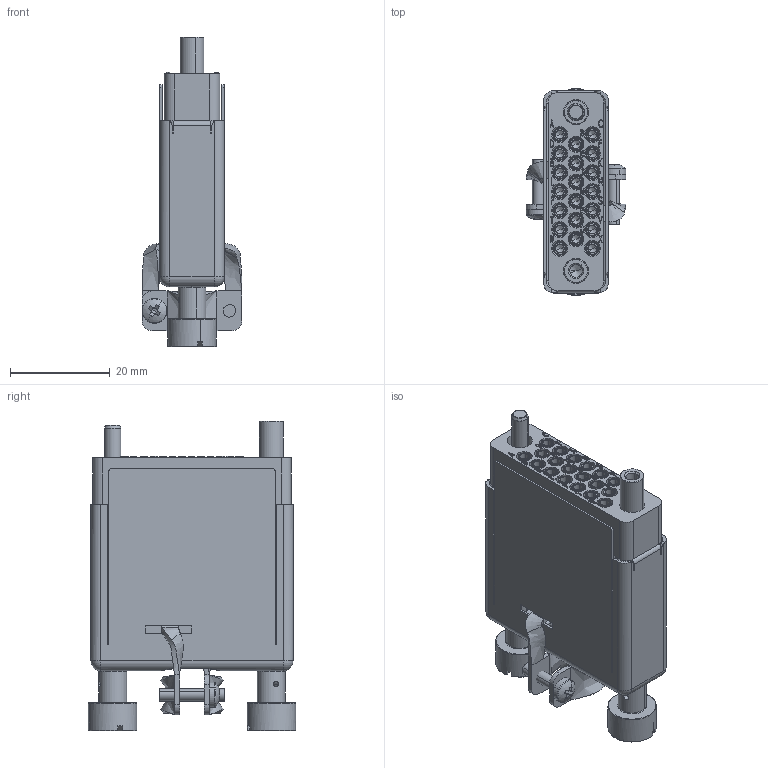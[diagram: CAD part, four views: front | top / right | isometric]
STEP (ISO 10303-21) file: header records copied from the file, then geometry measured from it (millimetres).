
FILE_DESCRIPTION (( 'STEP AP214' ), '1' );
FILE_NAME ('40-960-020-10A-F 20-Pin GMCT Female Connector, 10A, With Backshell.STEP', '2022-01-13T12:34:18', ( '' ), ( '' ), 'SwSTEP 2.0', 'SolidWorks 2021', '' );
FILE_SCHEMA (( 'AUTOMOTIVE_DESIGN' ));
Length unit declared in the file: millimetre
Products named in the file (9): 40-960-020-10A-F 20-Pin GMCT Female Connector, 10A, With Backshell; C-CN-498-Hood Hood for Female Connector ; C-CN-498-Clamp Female Hood Cable Clamp; C-CN-498-FemaleScrew Female Screw For Female Connector Hood; C-CN-501 PXI FS11ON2 Solider Pin Female Pin; C-CN-498 Female Connector & Hood Assembly; C-CN-498-ClampScrew Screw For Cable Clamp_ISO 7045 - M2.5 x 8 - Z --- 6N; C-CN-498-Connector Female Connector Part of the Hood; C-CN-498-MaleScrew Male Screw For Female Connector Hood
Assembly tree (29 placements, depth 3):
  40-960-020-10A-F 20-Pin GMCT Female Connector, 10A, With Backshell
    C-CN-498 Female Connector & Hood Assembly
      C-CN-498-Hood Hood for Female Connector 
      C-CN-498-Connector Female Connector Part of the Hood
      C-CN-498-MaleScrew Male Screw For Female Connector Hood
      C-CN-498-FemaleScrew Female Screw For Female Connector Hood
      C-CN-498-Clamp Female Hood Cable Clamp  x2
      C-CN-498-ClampScrew Screw For Cable Clamp_ISO 7045 - M2.5 x 8 - Z --- 6N  x2
    C-CN-501 PXI FS11ON2 Solider Pin Female Pin  x20
Bounding box: 20 x 41.5 x 62 mm (x, y, z)
Volume: 8448.5 mm3; surface area: 21475.4 mm2
Topology: 28 solids, 28 shells, 1860 faces, 4309 edges, 2604 vertices
Faces by surface type: cylinder 563, plane 557, torus 495, cone 148, bspline 89, sphere 8
Entity records: 31318 total; most frequent: CARTESIAN_POINT 9332, DIRECTION 4408, ORIENTED_EDGE 4338, EDGE_CURVE 2169, AXIS2_PLACEMENT_3D 1601, VERTEX_POINT 1369, LINE 1206, VECTOR 1206
